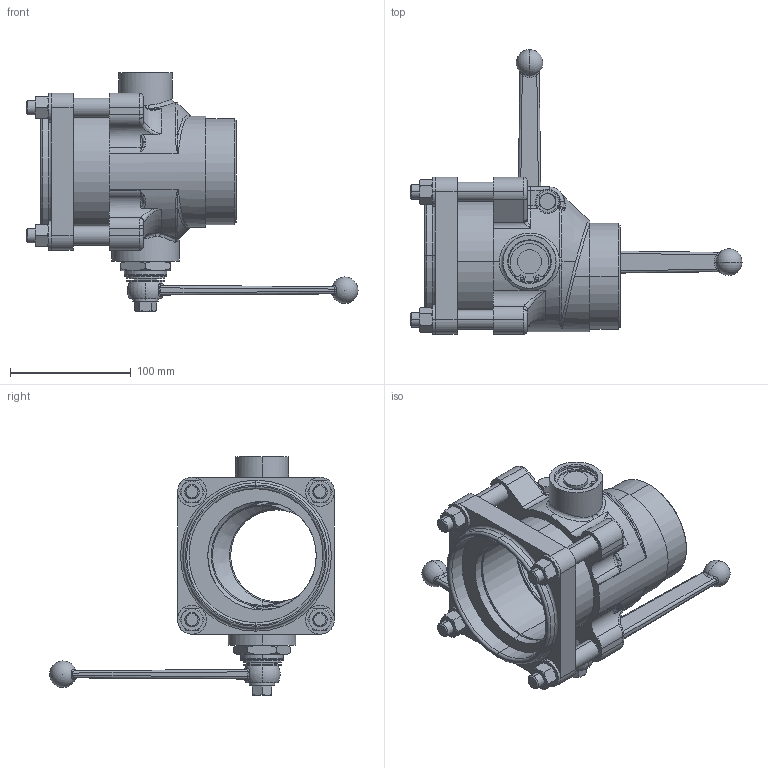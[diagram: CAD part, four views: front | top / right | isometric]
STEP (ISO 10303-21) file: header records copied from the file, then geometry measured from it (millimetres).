
FILE_DESCRIPTION (( 'STEP AP214' ), '1' );
FILE_NAME ('SGAV100GKL_251897.STEP', '2012-09-24T06:06:50', ( 'Admin2' ), ( '' ), 'SwSTEP 2.0', 'SolidWorks 2010', '' );
FILE_SCHEMA (( 'AUTOMOTIVE_DESIGN' ));
Length unit declared in the file: millimetre
Products named in the file (1): SGAV100GKL_251897
Bounding box: 275.04 x 236 x 197.6 mm (x, y, z)
Surface area: 198247.4 mm2 (no closed solid volume)
Topology: 0 solids, 40 shells, 913 faces, 2655 edges, 1746 vertices
Faces by surface type: plane 377, bspline 211, cylinder 165, cone 82, torus 67, sphere 11
Entity records: 53155 total; most frequent: CARTESIAN_POINT 22412, ORIENTED_EDGE 4640, DIRECTION 4083, EDGE_CURVE 2628, VERTEX_POINT 1734, AXIS2_PLACEMENT_3D 1393, VECTOR 1297, LINE 1297
